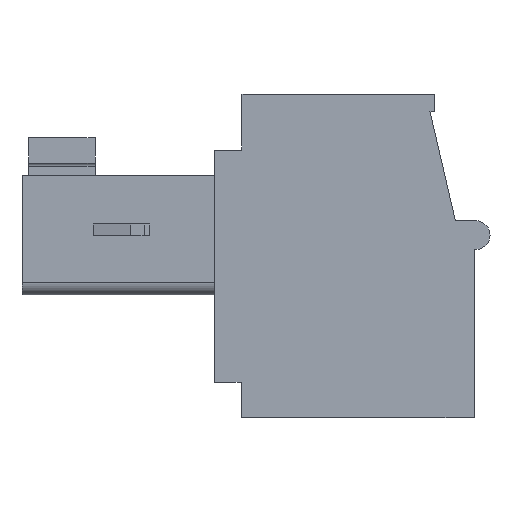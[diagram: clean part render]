
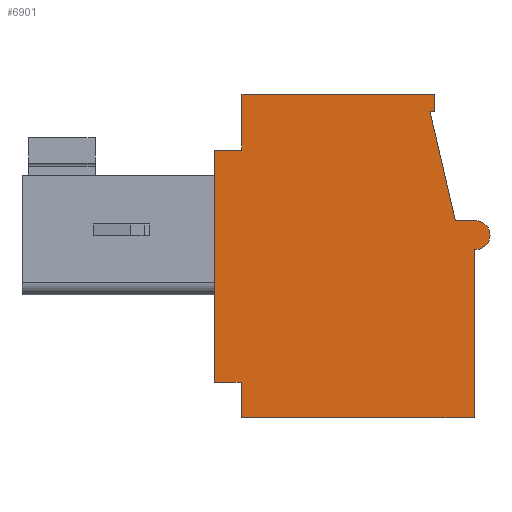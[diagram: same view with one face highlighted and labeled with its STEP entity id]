
A CAD part, left-side view. The second image highlights one B-rep face of the part: STEP entity #6901.
In plain terms, the highlighted planar face has unit normal (-1, 0, 0).
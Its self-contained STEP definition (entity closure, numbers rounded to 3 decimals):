
#715=CARTESIAN_POINT('',(0.,0.,-5.29));
#716=VERTEX_POINT('',#715);
#723=CARTESIAN_POINT('',(0.,0.,2.76));
#724=VERTEX_POINT('',#723);
#725=CARTESIAN_POINT('',(0.,0.,-5.29));
#726=DIRECTION('',(0.,0.,1.));
#727=VECTOR('',#726,8.05);
#728=LINE('',#725,#727);
#729=EDGE_CURVE('',#716,#724,#728,.T.);
#1384=CARTESIAN_POINT('',(0.,-0.93,-6.51));
#1385=VERTEX_POINT('',#1384);
#1386=CARTESIAN_POINT('',(0.,-0.93,-5.29));
#1387=VERTEX_POINT('',#1386);
#1388=CARTESIAN_POINT('',(0.,-0.93,-6.51));
#1389=DIRECTION('',(0.,0.,1.));
#1390=VECTOR('',#1389,1.22);
#1391=LINE('',#1388,#1390);
#1392=EDGE_CURVE('',#1385,#1387,#1391,.T.);
#1463=CARTESIAN_POINT('',(0.,-9.,-6.51));
#1464=VERTEX_POINT('',#1463);
#1465=CARTESIAN_POINT('',(0.,-9.,-6.51));
#1466=DIRECTION('',(0.,1.,0.));
#1467=VECTOR('',#1466,8.07);
#1468=LINE('',#1465,#1467);
#1469=EDGE_CURVE('',#1464,#1385,#1468,.T.);
#1816=CARTESIAN_POINT('',(0.,-0.96,4.69));
#1817=VERTEX_POINT('',#1816);
#1824=CARTESIAN_POINT('',(0.,-7.63,4.69));
#1825=VERTEX_POINT('',#1824);
#1826=CARTESIAN_POINT('',(0.,-0.96,4.69));
#1827=DIRECTION('',(0.,-1.,0.));
#1828=VECTOR('',#1827,6.67);
#1829=LINE('',#1826,#1828);
#1830=EDGE_CURVE('',#1817,#1825,#1829,.T.);
#5436=CARTESIAN_POINT('',(0.,-0.96,2.76));
#5437=VERTEX_POINT('',#5436);
#5438=CARTESIAN_POINT('',(0.,0.,2.76));
#5439=DIRECTION('',(0.,-1.,0.));
#5440=VECTOR('',#5439,0.96);
#5441=LINE('',#5438,#5440);
#5442=EDGE_CURVE('',#724,#5437,#5441,.T.);
#6606=CARTESIAN_POINT('',(0.,-9.,-0.69));
#6607=VERTEX_POINT('',#6606);
#6614=CARTESIAN_POINT('',(0.,-9.,-0.69));
#6615=DIRECTION('',(0.,0.,-1.));
#6616=VECTOR('',#6615,5.82);
#6617=LINE('',#6614,#6616);
#6618=EDGE_CURVE('',#6607,#1464,#6617,.T.);
#6668=CARTESIAN_POINT('',(0.,-9.05,-0.69));
#6669=VERTEX_POINT('',#6668);
#6670=CARTESIAN_POINT('',(0.,-9.05,-0.69));
#6671=DIRECTION('',(0.,1.,0.));
#6672=VECTOR('',#6671,0.05);
#6673=LINE('',#6670,#6672);
#6674=EDGE_CURVE('',#6669,#6607,#6673,.T.);
#6761=CARTESIAN_POINT('',(0.,-9.05,0.31));
#6762=VERTEX_POINT('',#6761);
#6763=CARTESIAN_POINT('',(0.,-9.05,-0.19));
#6764=DIRECTION('',(0.,0.,1.));
#6765=DIRECTION('',(1.,0.,0.));
#6766=AXIS2_PLACEMENT_3D('',#6763,#6765,#6764);
#6767=CIRCLE('',#6766,0.5);
#6768=EDGE_CURVE('',#6762,#6669,#6767,.T.);
#6786=CARTESIAN_POINT('',(0.,-8.35,0.31));
#6787=VERTEX_POINT('',#6786);
#6788=CARTESIAN_POINT('',(0.,-8.35,0.31));
#6789=DIRECTION('',(0.,-1.,0.));
#6790=VECTOR('',#6789,0.7);
#6791=LINE('',#6788,#6790);
#6792=EDGE_CURVE('',#6787,#6762,#6791,.T.);
#6810=CARTESIAN_POINT('',(0.,-7.47,4.09));
#6811=VERTEX_POINT('',#6810);
#6812=CARTESIAN_POINT('',(0.,-7.47,4.09));
#6813=DIRECTION('',(0.,-0.227,-0.974));
#6814=VECTOR('',#6813,3.881);
#6815=LINE('',#6812,#6814);
#6816=EDGE_CURVE('',#6811,#6787,#6815,.T.);
#6834=CARTESIAN_POINT('',(0.,-7.63,4.09));
#6835=VERTEX_POINT('',#6834);
#6836=CARTESIAN_POINT('',(0.,-7.63,4.09));
#6837=DIRECTION('',(0.,1.,0.));
#6838=VECTOR('',#6837,0.16);
#6839=LINE('',#6836,#6838);
#6840=EDGE_CURVE('',#6835,#6811,#6839,.T.);
#6858=CARTESIAN_POINT('',(0.,-7.63,4.69));
#6859=DIRECTION('',(0.,0.,-1.));
#6860=VECTOR('',#6859,0.6);
#6861=LINE('',#6858,#6860);
#6862=EDGE_CURVE('',#1825,#6835,#6861,.T.);
#6870=CARTESIAN_POINT('',(0.,1.976,-12.09));
#6871=DIRECTION('',(0.,-1.,0.));
#6872=DIRECTION('',(-1.,0.,0.));
#6873=AXIS2_PLACEMENT_3D('',#6870,#6872,#6871);
#6874=PLANE('',#6873);
#6875=CARTESIAN_POINT('',(0.,-0.96,4.69));
#6876=DIRECTION('',(0.,0.,-1.));
#6877=VECTOR('',#6876,1.93);
#6878=LINE('',#6875,#6877);
#6879=EDGE_CURVE('',#1817,#5437,#6878,.T.);
#6880=ORIENTED_EDGE('',*,*,#6879,.T.);
#6881=ORIENTED_EDGE('',*,*,#5442,.F.);
#6882=ORIENTED_EDGE('',*,*,#729,.F.);
#6883=CARTESIAN_POINT('',(0.,0.,-5.29));
#6884=DIRECTION('',(0.,-1.,0.));
#6885=VECTOR('',#6884,0.93);
#6886=LINE('',#6883,#6885);
#6887=EDGE_CURVE('',#716,#1387,#6886,.T.);
#6888=ORIENTED_EDGE('',*,*,#6887,.T.);
#6889=ORIENTED_EDGE('',*,*,#1392,.F.);
#6890=ORIENTED_EDGE('',*,*,#1469,.F.);
#6891=ORIENTED_EDGE('',*,*,#6618,.F.);
#6892=ORIENTED_EDGE('',*,*,#6674,.F.);
#6893=ORIENTED_EDGE('',*,*,#6768,.F.);
#6894=ORIENTED_EDGE('',*,*,#6792,.F.);
#6895=ORIENTED_EDGE('',*,*,#6816,.F.);
#6896=ORIENTED_EDGE('',*,*,#6840,.F.);
#6897=ORIENTED_EDGE('',*,*,#6862,.F.);
#6898=ORIENTED_EDGE('',*,*,#1830,.F.);
#6899=EDGE_LOOP('',(#6880,#6881,#6882,#6888,#6889,#6890,#6891,#6892,#6893,#6894,#6895,#6896,#6897,#6898));
#6900=FACE_OUTER_BOUND('',#6899,.T.);
#6901=ADVANCED_FACE('',(#6900),#6874,.T.);
